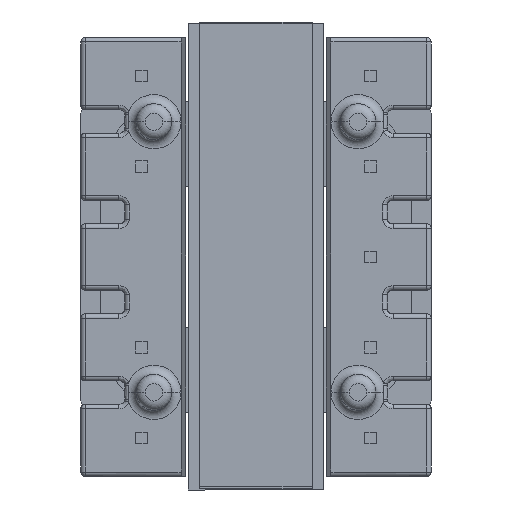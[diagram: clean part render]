
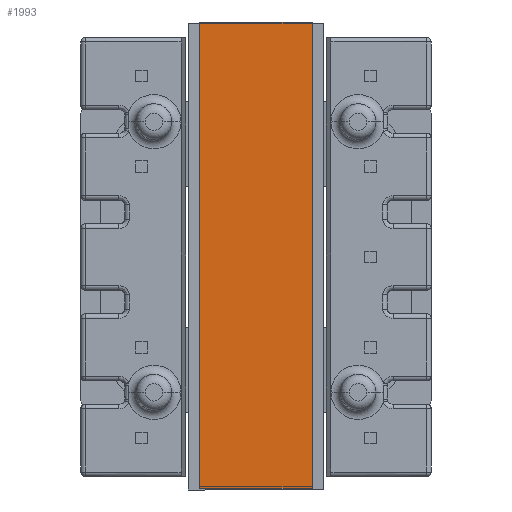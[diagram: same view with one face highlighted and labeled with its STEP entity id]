
A CAD part, front view. The second image highlights one B-rep face of the part: STEP entity #1993.
In plain terms, the highlighted face is planar.
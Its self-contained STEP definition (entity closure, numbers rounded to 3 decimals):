
#252 = VERTEX_POINT ( 'NONE', #12177 ) ;
#257 = LINE ( 'NONE', #6589, #3384 ) ;
#410 = VECTOR ( 'NONE', #507, 1000. ) ;
#507 = DIRECTION ( 'NONE',  ( 0., 1., 0. ) ) ;
#836 = CARTESIAN_POINT ( 'NONE',  ( 25.902, -25.702, -6.22 ) ) ;
#1229 = EDGE_CURVE ( 'NONE', #9217, #252, #257, .T. ) ;
#1231 = ORIENTED_EDGE ( 'NONE', *, *, #5889, .F. ) ;
#1355 = CARTESIAN_POINT ( 'NONE',  ( 25.902, 0.102, -6.22 ) ) ;
#1638 = VECTOR ( 'NONE', #9073, 1000. ) ;
#1730 = PLANE ( 'NONE',  #3547 ) ;
#1993 = ADVANCED_FACE ( 'NONE', ( #10374 ), #1730, .T. ) ;
#2310 = CARTESIAN_POINT ( 'NONE',  ( 25.902, -25.702, 0. ) ) ;
#2925 = ORIENTED_EDGE ( 'NONE', *, *, #8930, .F. ) ;
#3384 = VECTOR ( 'NONE', #4844, 1000. ) ;
#3547 = AXIS2_PLACEMENT_3D ( 'NONE', #5490, #6697, #15034 ) ;
#4214 = EDGE_CURVE ( 'NONE', #6373, #9217, #7755, .T. ) ;
#4844 = DIRECTION ( 'NONE',  ( 0., 0., 1. ) ) ;
#5490 = CARTESIAN_POINT ( 'NONE',  ( 25.902, 0.102, -6.22 ) ) ;
#5889 = EDGE_CURVE ( 'NONE', #6373, #15285, #7140, .T. ) ;
#6373 = VERTEX_POINT ( 'NONE', #10472 ) ;
#6589 = CARTESIAN_POINT ( 'NONE',  ( 25.902, 0.102, -6.22 ) ) ;
#6636 = VECTOR ( 'NONE', #10644, 1000. ) ;
#6697 = DIRECTION ( 'NONE',  ( 1., 0., 0. ) ) ;
#7140 = LINE ( 'NONE', #836, #1638 ) ;
#7755 = LINE ( 'NONE', #1355, #6636 ) ;
#8930 = EDGE_CURVE ( 'NONE', #15285, #252, #10206, .T. ) ;
#9073 = DIRECTION ( 'NONE',  ( 0., 0., 1. ) ) ;
#9217 = VERTEX_POINT ( 'NONE', #13552 ) ;
#10206 = LINE ( 'NONE', #14763, #410 ) ;
#10374 = FACE_OUTER_BOUND ( 'NONE', #12856, .T. ) ;
#10472 = CARTESIAN_POINT ( 'NONE',  ( 25.902, -25.702, -6.22 ) ) ;
#10644 = DIRECTION ( 'NONE',  ( 0., 1., 0. ) ) ;
#11054 = ORIENTED_EDGE ( 'NONE', *, *, #1229, .T. ) ;
#12177 = CARTESIAN_POINT ( 'NONE',  ( 25.902, 0.102, 0. ) ) ;
#12856 = EDGE_LOOP ( 'NONE', ( #2925, #1231, #14379, #11054 ) ) ;
#13552 = CARTESIAN_POINT ( 'NONE',  ( 25.902, 0.102, -6.22 ) ) ;
#14379 = ORIENTED_EDGE ( 'NONE', *, *, #4214, .T. ) ;
#14763 = CARTESIAN_POINT ( 'NONE',  ( 25.902, 0.102, 0. ) ) ;
#15034 = DIRECTION ( 'NONE',  ( 0., 1., 0. ) ) ;
#15285 = VERTEX_POINT ( 'NONE', #2310 ) ;
